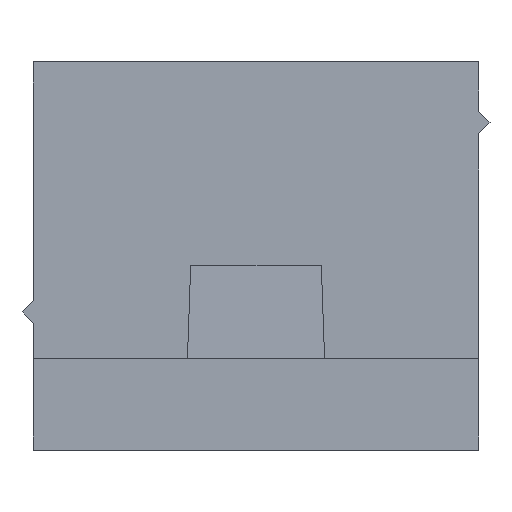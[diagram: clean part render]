
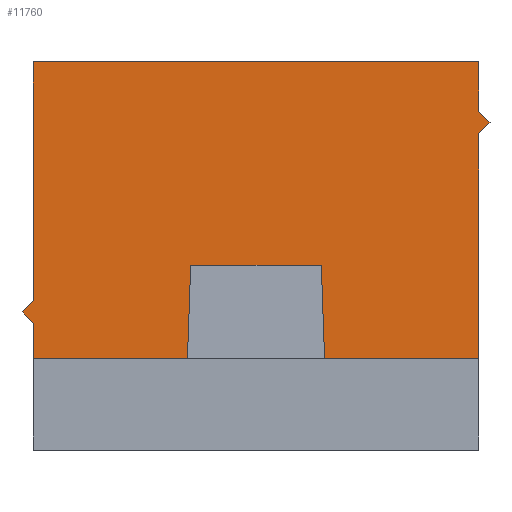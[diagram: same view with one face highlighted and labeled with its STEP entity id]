
A CAD part, left-side view. The second image highlights one B-rep face of the part: STEP entity #11760.
In plain terms, the highlighted face is planar.
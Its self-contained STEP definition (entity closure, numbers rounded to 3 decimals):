
#1210=CARTESIAN_POINT('',(1.078,19.,
15.));
#1220=DIRECTION('',(1.,0.,0.));
#1230=VECTOR('',#1220,1.);
#1240=LINE('',#1210,#1230);
#1250=CARTESIAN_POINT('',(-56.15,19.,
15.));
#1260=VERTEX_POINT('',#1250);
#1270=CARTESIAN_POINT('',(-36.65,19.,
15.));
#1280=VERTEX_POINT('',#1270);
#1290=EDGE_CURVE('',#1260,#1280,#1240,.T.);
#2310=CARTESIAN_POINT('',(-36.65,19.,
4.55));
#2320=VERTEX_POINT('',#2310);
#2420=CARTESIAN_POINT('',(-36.65,19.,
0.));
#2430=DIRECTION('',(0.,0.,1.));
#2440=VECTOR('',#2430,1.);
#2450=LINE('',#2420,#2440);
#2460=EDGE_CURVE('',#2320,#1280,#2450,.T.);
#2670=CARTESIAN_POINT('',(-36.65,19.,
3.55));
#2680=VERTEX_POINT('',#2670);
#2730=CARTESIAN_POINT('',(-36.65,19.,
0.));
#2740=DIRECTION('',(0.,0.,1.));
#2750=VECTOR('',#2740,1.);
#2760=LINE('',#2730,#2750);
#2770=CARTESIAN_POINT('',(-36.65,19.,
2.));
#2780=VERTEX_POINT('',#2770);
#2790=EDGE_CURVE('',#2780,#2680,#2760,.T.);
#3290=CARTESIAN_POINT('',(-36.15,19.,
4.05));
#3300=VERTEX_POINT('',#3290);
#3330=CARTESIAN_POINT('',(0.578,19.,
40.778));
#3340=DIRECTION('',(-0.707,0.,
-0.707));
#3350=VECTOR('',#3340,1.);
#3360=LINE('',#3330,#3350);
#3370=EDGE_CURVE('',#3300,#2680,#3360,.T.);
#3550=CARTESIAN_POINT('',(0.578,19.,
-32.678));
#3560=DIRECTION('',(0.707,0.,
-0.707));
#3570=VECTOR('',#3560,1.);
#3580=LINE('',#3550,#3570);
#3590=EDGE_CURVE('',#2320,#3300,#3580,.T.);
#5840=CARTESIAN_POINT('',(-56.15,19.,12.85));
#5850=VERTEX_POINT('',#5840);
#5880=CARTESIAN_POINT('',(-56.15,19.,
0.));
#5890=DIRECTION('',(0.,0.,-1.));
#5900=VECTOR('',#5890,1.);
#5910=LINE('',#5880,#5900);
#5920=EDGE_CURVE('',#1260,#5850,#5910,.T.);
#6610=CARTESIAN_POINT('',(-47.76,19.,
6.1));
#6620=VERTEX_POINT('',#6610);
#6650=CARTESIAN_POINT('',(-47.973,19.,
0.));
#6660=DIRECTION('',(0.035,0.,
0.999));
#6670=VECTOR('',#6660,1.);
#6680=LINE('',#6650,#6670);
#6690=CARTESIAN_POINT('',(-47.903,19.,
2.));
#6700=VERTEX_POINT('',#6690);
#6710=EDGE_CURVE('',#6700,#6620,#6680,.T.);
#7340=CARTESIAN_POINT('',(1.078,19.,
2.));
#7350=DIRECTION('',(1.,0.,0.));
#7360=VECTOR('',#7350,1.);
#7370=LINE('',#7340,#7360);
#7380=CARTESIAN_POINT('',(-44.897,19.,
2.));
#7390=VERTEX_POINT('',#7380);
#7400=EDGE_CURVE('',#7390,#2780,#7370,.T.);
#7820=CARTESIAN_POINT('',(-56.15,19.,
2.));
#7830=VERTEX_POINT('',#7820);
#7840=EDGE_CURVE('',#7830,#6700,#7370,.T.);
#8930=CARTESIAN_POINT('',(-56.15,19.,11.85));
#8940=VERTEX_POINT('',#8930);
#9010=CARTESIAN_POINT('',(-56.15,19.,
0.));
#9020=DIRECTION('',(0.,0.,-1.));
#9030=VECTOR('',#9020,1.);
#9040=LINE('',#9010,#9030);
#9050=EDGE_CURVE('',#8940,#7830,#9040,.T.);
#9220=CARTESIAN_POINT('',(-44.3,19.,
0.));
#9230=DIRECTION('',(-0.707,0.,
0.707));
#9240=VECTOR('',#9230,1.);
#9250=LINE('',#9220,#9240);
#9260=CARTESIAN_POINT('',(-56.65,19.,
12.35));
#9270=VERTEX_POINT('',#9260);
#9280=EDGE_CURVE('',#8940,#9270,#9250,.T.);
#9560=CARTESIAN_POINT('',(1.078,19.,
70.078));
#9570=DIRECTION('',(0.707,0.,
0.707));
#9580=VECTOR('',#9570,1.);
#9590=LINE('',#9560,#9580);
#9600=EDGE_CURVE('',#9270,#5850,#9590,.T.);
#10380=CARTESIAN_POINT('',(-45.04,19.,
6.1));
#10390=VERTEX_POINT('',#10380);
#10420=CARTESIAN_POINT('',(1.078,19.,
6.1));
#10430=DIRECTION('',(-1.,0.,0.));
#10440=VECTOR('',#10430,1.);
#10450=LINE('',#10420,#10440);
#10460=EDGE_CURVE('',#10390,#6620,#10450,.T.);
#11380=CARTESIAN_POINT('',(-44.827,19.,
0.));
#11390=DIRECTION('',(0.035,0.,
-0.999));
#11400=VECTOR('',#11390,1.);
#11410=LINE('',#11380,#11400);
#11420=EDGE_CURVE('',#10390,#7390,#11410,.T.);
#11550=CARTESIAN_POINT('',(-46.4,19.,
5.75));
#11560=DIRECTION('',(0.,-1.,0.));
#11570=DIRECTION('',(1.,0.,0.));
#11580=AXIS2_PLACEMENT_3D('',#11550,#11560,#11570);
#11590=PLANE('',#11580);
#11600=ORIENTED_EDGE('',*,*,#7840,.F.);
#11610=ORIENTED_EDGE('',*,*,#6710,.F.);
#11620=ORIENTED_EDGE('',*,*,#10460,.T.);
#11630=ORIENTED_EDGE('',*,*,#11420,.F.);
#11640=ORIENTED_EDGE('',*,*,#7400,.F.);
#11650=ORIENTED_EDGE('',*,*,#2790,.F.);
#11660=ORIENTED_EDGE('',*,*,#3370,.T.);
#11670=ORIENTED_EDGE('',*,*,#3590,.T.);
#11680=ORIENTED_EDGE('',*,*,#2460,.F.);
#11690=ORIENTED_EDGE('',*,*,#1290,.T.);
#11700=ORIENTED_EDGE('',*,*,#5920,.F.);
#11710=ORIENTED_EDGE('',*,*,#9600,.T.);
#11720=ORIENTED_EDGE('',*,*,#9280,.T.);
#11730=ORIENTED_EDGE('',*,*,#9050,.F.);
#11740=EDGE_LOOP('',(#11730,#11720,#11710,#11700,#11690,#11680,#11670,
#11660,#11650,#11640,#11630,#11620,#11610,#11600));
#11750=FACE_OUTER_BOUND('',#11740,.T.);
#11760=ADVANCED_FACE('',(#11750),#11590,.F.);
